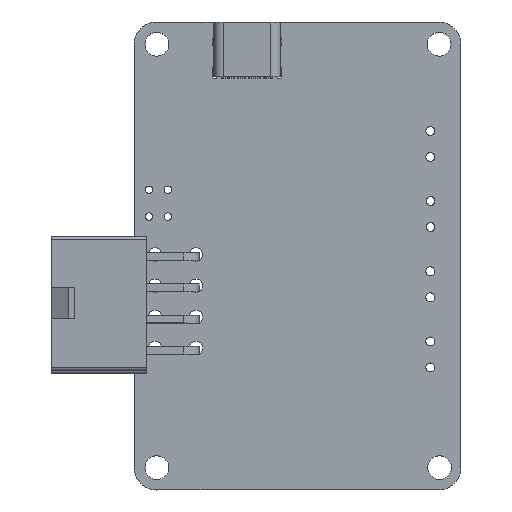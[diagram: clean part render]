
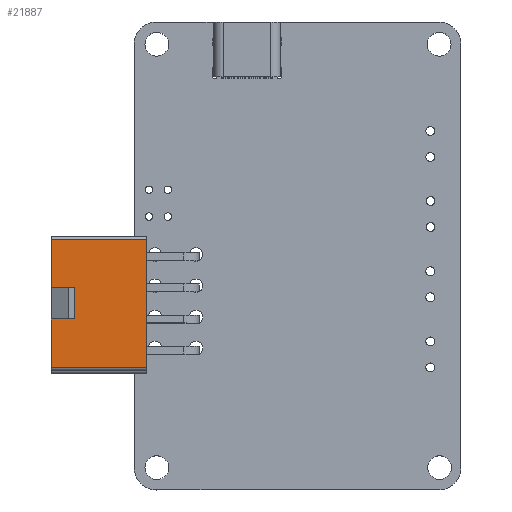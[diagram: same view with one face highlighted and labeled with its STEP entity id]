
A CAD part, top view. The second image highlights one B-rep face of the part: STEP entity #21887.
In plain terms, the highlighted face is planar.
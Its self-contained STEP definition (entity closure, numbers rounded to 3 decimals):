
#9568 = PLANE('',#9569);
#9569 = AXIS2_PLACEMENT_3D('',#9570,#9571,#9572);
#9570 = CARTESIAN_POINT('',(0.,0.,0.));
#9571 = DIRECTION('',(0.,0.,-1.));
#9572 = DIRECTION('',(0.,-1.,0.));
#9770 = PLANE('',#9771);
#9771 = AXIS2_PLACEMENT_3D('',#9772,#9773,#9774);
#9772 = CARTESIAN_POINT('',(0.,0.,-12.8));
#9773 = DIRECTION('',(0.,0.,-1.));
#9774 = DIRECTION('',(0.,-1.,0.));
#10170 = VERTEX_POINT('',#10171);
#10171 = CARTESIAN_POINT('',(-8.6,10.,-12.8));
#10179 = CYLINDRICAL_SURFACE('',#10180,0.4);
#10180 = AXIS2_PLACEMENT_3D('',#10181,#10182,#10183);
#10181 = CARTESIAN_POINT('',(-8.6,9.6,-12.816));
#10182 = DIRECTION('',(0.,0.,-1.));
#10183 = DIRECTION('',(-1.,0.,0.));
#10227 = VERTEX_POINT('',#10228);
#10228 = CARTESIAN_POINT('',(-8.6,10.,0.));
#10254 = EDGE_CURVE('',#10170,#10227,#10255,.T.);
#10255 = SURFACE_CURVE('',#10256,(#10260,#10267),.PCURVE_S1.);
#10256 = LINE('',#10257,#10258);
#10257 = CARTESIAN_POINT('',(-8.6,10.,
    -12.8));
#10258 = VECTOR('',#10259,1.);
#10259 = DIRECTION('',(0.,0.,1.));
#10260 = PCURVE('',#10179,#10261);
#10261 = DEFINITIONAL_REPRESENTATION('',(#10262),#10266);
#10262 = LINE('',#10263,#10264);
#10263 = CARTESIAN_POINT('',(1.571,-0.016));
#10264 = VECTOR('',#10265,1.);
#10265 = DIRECTION('',(0.,-1.));
#10266 = ( GEOMETRIC_REPRESENTATION_CONTEXT(2) 
PARAMETRIC_REPRESENTATION_CONTEXT() REPRESENTATION_CONTEXT('2D SPACE',''
  ) );
#10267 = PCURVE('',#10268,#10273);
#10268 = PLANE('',#10269);
#10269 = AXIS2_PLACEMENT_3D('',#10270,#10271,#10272);
#10270 = CARTESIAN_POINT('',(-9.,10.,0.));
#10271 = DIRECTION('',(0.,1.,0.));
#10272 = DIRECTION('',(1.,0.,0.));
#10273 = DEFINITIONAL_REPRESENTATION('',(#10274),#10278);
#10274 = LINE('',#10275,#10276);
#10275 = CARTESIAN_POINT('',(0.4,12.8));
#10276 = VECTOR('',#10277,1.);
#10277 = DIRECTION('',(0.,-1.));
#10278 = ( GEOMETRIC_REPRESENTATION_CONTEXT(2) 
PARAMETRIC_REPRESENTATION_CONTEXT() REPRESENTATION_CONTEXT('2D SPACE',''
  ) );
#19965 = VERTEX_POINT('',#19966);
#19966 = CARTESIAN_POINT('',(2.1,10.,-3.05));
#19975 = PLANE('',#19976);
#19976 = AXIS2_PLACEMENT_3D('',#19977,#19978,#19979);
#19977 = CARTESIAN_POINT('',(2.1,0.,0.));
#19978 = DIRECTION('',(1.,0.,0.));
#19979 = DIRECTION('',(0.,1.,0.));
#19987 = PLANE('',#19988);
#19988 = AXIS2_PLACEMENT_3D('',#19989,#19990,#19991);
#19989 = CARTESIAN_POINT('',(-2.1,10.,-3.05));
#19990 = DIRECTION('',(0.,-0.087,-0.996));
#19991 = DIRECTION('',(0.,-0.996,0.087));
#20028 = VERTEX_POINT('',#20029);
#20029 = CARTESIAN_POINT('',(2.1,10.,0.));
#20055 = EDGE_CURVE('',#20028,#19965,#20056,.T.);
#20056 = SURFACE_CURVE('',#20057,(#20061,#20068),.PCURVE_S1.);
#20057 = LINE('',#20058,#20059);
#20058 = CARTESIAN_POINT('',(2.1,10.,0.));
#20059 = VECTOR('',#20060,1.);
#20060 = DIRECTION('',(0.,0.,-1.));
#20061 = PCURVE('',#19975,#20062);
#20062 = DEFINITIONAL_REPRESENTATION('',(#20063),#20067);
#20063 = LINE('',#20064,#20065);
#20064 = CARTESIAN_POINT('',(10.,0.));
#20065 = VECTOR('',#20066,1.);
#20066 = DIRECTION('',(0.,-1.));
#20067 = ( GEOMETRIC_REPRESENTATION_CONTEXT(2) 
PARAMETRIC_REPRESENTATION_CONTEXT() REPRESENTATION_CONTEXT('2D SPACE',''
  ) );
#20068 = PCURVE('',#10268,#20069);
#20069 = DEFINITIONAL_REPRESENTATION('',(#20070),#20074);
#20070 = LINE('',#20071,#20072);
#20071 = CARTESIAN_POINT('',(11.1,0.));
#20072 = VECTOR('',#20073,1.);
#20073 = DIRECTION('',(0.,1.));
#20074 = ( GEOMETRIC_REPRESENTATION_CONTEXT(2) 
PARAMETRIC_REPRESENTATION_CONTEXT() REPRESENTATION_CONTEXT('2D SPACE',''
  ) );
#21887 = ADVANCED_FACE('',(#21888),#10268,.T.);
#21888 = FACE_BOUND('',#21889,.T.);
#21889 = EDGE_LOOP('',(#21890,#21913,#21914,#21937,#21965,#21986,#21987,
    #22010));
#21890 = ORIENTED_EDGE('',*,*,#21891,.T.);
#21891 = EDGE_CURVE('',#21892,#19965,#21894,.T.);
#21892 = VERTEX_POINT('',#21893);
#21893 = CARTESIAN_POINT('',(-2.1,10.,-3.05));
#21894 = SURFACE_CURVE('',#21895,(#21899,#21906),.PCURVE_S1.);
#21895 = LINE('',#21896,#21897);
#21896 = CARTESIAN_POINT('',(-2.1,10.,
    -3.05));
#21897 = VECTOR('',#21898,1.);
#21898 = DIRECTION('',(1.,0.,0.));
#21899 = PCURVE('',#10268,#21900);
#21900 = DEFINITIONAL_REPRESENTATION('',(#21901),#21905);
#21901 = LINE('',#21902,#21903);
#21902 = CARTESIAN_POINT('',(6.9,3.05));
#21903 = VECTOR('',#21904,1.);
#21904 = DIRECTION('',(1.,0.));
#21905 = ( GEOMETRIC_REPRESENTATION_CONTEXT(2) 
PARAMETRIC_REPRESENTATION_CONTEXT() REPRESENTATION_CONTEXT('2D SPACE',''
  ) );
#21906 = PCURVE('',#19987,#21907);
#21907 = DEFINITIONAL_REPRESENTATION('',(#21908),#21912);
#21908 = LINE('',#21909,#21910);
#21909 = CARTESIAN_POINT('',(0.,0.));
#21910 = VECTOR('',#21911,1.);
#21911 = DIRECTION('',(0.,-1.));
#21912 = ( GEOMETRIC_REPRESENTATION_CONTEXT(2) 
PARAMETRIC_REPRESENTATION_CONTEXT() REPRESENTATION_CONTEXT('2D SPACE',''
  ) );
#21913 = ORIENTED_EDGE('',*,*,#20055,.F.);
#21914 = ORIENTED_EDGE('',*,*,#21915,.T.);
#21915 = EDGE_CURVE('',#20028,#21916,#21918,.T.);
#21916 = VERTEX_POINT('',#21917);
#21917 = CARTESIAN_POINT('',(8.6,10.,0.));
#21918 = SURFACE_CURVE('',#21919,(#21923,#21930),.PCURVE_S1.);
#21919 = LINE('',#21920,#21921);
#21920 = CARTESIAN_POINT('',(2.1,10.,0.));
#21921 = VECTOR('',#21922,1.);
#21922 = DIRECTION('',(1.,0.,0.));
#21923 = PCURVE('',#10268,#21924);
#21924 = DEFINITIONAL_REPRESENTATION('',(#21925),#21929);
#21925 = LINE('',#21926,#21927);
#21926 = CARTESIAN_POINT('',(11.1,0.));
#21927 = VECTOR('',#21928,1.);
#21928 = DIRECTION('',(1.,0.));
#21929 = ( GEOMETRIC_REPRESENTATION_CONTEXT(2) 
PARAMETRIC_REPRESENTATION_CONTEXT() REPRESENTATION_CONTEXT('2D SPACE',''
  ) );
#21930 = PCURVE('',#9568,#21931);
#21931 = DEFINITIONAL_REPRESENTATION('',(#21932),#21936);
#21932 = LINE('',#21933,#21934);
#21933 = CARTESIAN_POINT('',(-10.,-2.1));
#21934 = VECTOR('',#21935,1.);
#21935 = DIRECTION('',(0.,-1.));
#21936 = ( GEOMETRIC_REPRESENTATION_CONTEXT(2) 
PARAMETRIC_REPRESENTATION_CONTEXT() REPRESENTATION_CONTEXT('2D SPACE',''
  ) );
#21937 = ORIENTED_EDGE('',*,*,#21938,.F.);
#21938 = EDGE_CURVE('',#21939,#21916,#21941,.T.);
#21939 = VERTEX_POINT('',#21940);
#21940 = CARTESIAN_POINT('',(8.6,10.,-12.8));
#21941 = SURFACE_CURVE('',#21942,(#21946,#21953),.PCURVE_S1.);
#21942 = LINE('',#21943,#21944);
#21943 = CARTESIAN_POINT('',(8.6,10.,
    -12.8));
#21944 = VECTOR('',#21945,1.);
#21945 = DIRECTION('',(0.,0.,1.));
#21946 = PCURVE('',#10268,#21947);
#21947 = DEFINITIONAL_REPRESENTATION('',(#21948),#21952);
#21948 = LINE('',#21949,#21950);
#21949 = CARTESIAN_POINT('',(17.6,12.8));
#21950 = VECTOR('',#21951,1.);
#21951 = DIRECTION('',(0.,-1.));
#21952 = ( GEOMETRIC_REPRESENTATION_CONTEXT(2) 
PARAMETRIC_REPRESENTATION_CONTEXT() REPRESENTATION_CONTEXT('2D SPACE',''
  ) );
#21953 = PCURVE('',#21954,#21959);
#21954 = CYLINDRICAL_SURFACE('',#21955,0.4);
#21955 = AXIS2_PLACEMENT_3D('',#21956,#21957,#21958);
#21956 = CARTESIAN_POINT('',(8.6,9.6,-12.816));
#21957 = DIRECTION('',(0.,0.,-1.));
#21958 = DIRECTION('',(0.,1.,0.));
#21959 = DEFINITIONAL_REPRESENTATION('',(#21960),#21964);
#21960 = LINE('',#21961,#21962);
#21961 = CARTESIAN_POINT('',(0.,-0.016));
#21962 = VECTOR('',#21963,1.);
#21963 = DIRECTION('',(0.,-1.));
#21964 = ( GEOMETRIC_REPRESENTATION_CONTEXT(2) 
PARAMETRIC_REPRESENTATION_CONTEXT() REPRESENTATION_CONTEXT('2D SPACE',''
  ) );
#21965 = ORIENTED_EDGE('',*,*,#21966,.F.);
#21966 = EDGE_CURVE('',#10170,#21939,#21967,.T.);
#21967 = SURFACE_CURVE('',#21968,(#21972,#21979),.PCURVE_S1.);
#21968 = LINE('',#21969,#21970);
#21969 = CARTESIAN_POINT('',(-8.6,10.,
    -12.8));
#21970 = VECTOR('',#21971,1.);
#21971 = DIRECTION('',(1.,0.,0.));
#21972 = PCURVE('',#10268,#21973);
#21973 = DEFINITIONAL_REPRESENTATION('',(#21974),#21978);
#21974 = LINE('',#21975,#21976);
#21975 = CARTESIAN_POINT('',(0.4,12.8));
#21976 = VECTOR('',#21977,1.);
#21977 = DIRECTION('',(1.,0.));
#21978 = ( GEOMETRIC_REPRESENTATION_CONTEXT(2) 
PARAMETRIC_REPRESENTATION_CONTEXT() REPRESENTATION_CONTEXT('2D SPACE',''
  ) );
#21979 = PCURVE('',#9770,#21980);
#21980 = DEFINITIONAL_REPRESENTATION('',(#21981),#21985);
#21981 = LINE('',#21982,#21983);
#21982 = CARTESIAN_POINT('',(-10.,8.6));
#21983 = VECTOR('',#21984,1.);
#21984 = DIRECTION('',(0.,-1.));
#21985 = ( GEOMETRIC_REPRESENTATION_CONTEXT(2) 
PARAMETRIC_REPRESENTATION_CONTEXT() REPRESENTATION_CONTEXT('2D SPACE',''
  ) );
#21986 = ORIENTED_EDGE('',*,*,#10254,.T.);
#21987 = ORIENTED_EDGE('',*,*,#21988,.T.);
#21988 = EDGE_CURVE('',#10227,#21989,#21991,.T.);
#21989 = VERTEX_POINT('',#21990);
#21990 = CARTESIAN_POINT('',(-2.1,10.,0.));
#21991 = SURFACE_CURVE('',#21992,(#21996,#22003),.PCURVE_S1.);
#21992 = LINE('',#21993,#21994);
#21993 = CARTESIAN_POINT('',(-8.6,10.,0.));
#21994 = VECTOR('',#21995,1.);
#21995 = DIRECTION('',(1.,0.,0.));
#21996 = PCURVE('',#10268,#21997);
#21997 = DEFINITIONAL_REPRESENTATION('',(#21998),#22002);
#21998 = LINE('',#21999,#22000);
#21999 = CARTESIAN_POINT('',(0.4,0.));
#22000 = VECTOR('',#22001,1.);
#22001 = DIRECTION('',(1.,0.));
#22002 = ( GEOMETRIC_REPRESENTATION_CONTEXT(2) 
PARAMETRIC_REPRESENTATION_CONTEXT() REPRESENTATION_CONTEXT('2D SPACE',''
  ) );
#22003 = PCURVE('',#9568,#22004);
#22004 = DEFINITIONAL_REPRESENTATION('',(#22005),#22009);
#22005 = LINE('',#22006,#22007);
#22006 = CARTESIAN_POINT('',(-10.,8.6));
#22007 = VECTOR('',#22008,1.);
#22008 = DIRECTION('',(0.,-1.));
#22009 = ( GEOMETRIC_REPRESENTATION_CONTEXT(2) 
PARAMETRIC_REPRESENTATION_CONTEXT() REPRESENTATION_CONTEXT('2D SPACE',''
  ) );
#22010 = ORIENTED_EDGE('',*,*,#22011,.T.);
#22011 = EDGE_CURVE('',#21989,#21892,#22012,.T.);
#22012 = SURFACE_CURVE('',#22013,(#22017,#22024),.PCURVE_S1.);
#22013 = LINE('',#22014,#22015);
#22014 = CARTESIAN_POINT('',(-2.1,10.,0.));
#22015 = VECTOR('',#22016,1.);
#22016 = DIRECTION('',(0.,0.,-1.));
#22017 = PCURVE('',#10268,#22018);
#22018 = DEFINITIONAL_REPRESENTATION('',(#22019),#22023);
#22019 = LINE('',#22020,#22021);
#22020 = CARTESIAN_POINT('',(6.9,0.));
#22021 = VECTOR('',#22022,1.);
#22022 = DIRECTION('',(0.,1.));
#22023 = ( GEOMETRIC_REPRESENTATION_CONTEXT(2) 
PARAMETRIC_REPRESENTATION_CONTEXT() REPRESENTATION_CONTEXT('2D SPACE',''
  ) );
#22024 = PCURVE('',#22025,#22030);
#22025 = PLANE('',#22026);
#22026 = AXIS2_PLACEMENT_3D('',#22027,#22028,#22029);
#22027 = CARTESIAN_POINT('',(-2.1,0.,0.));
#22028 = DIRECTION('',(1.,0.,0.));
#22029 = DIRECTION('',(0.,1.,0.));
#22030 = DEFINITIONAL_REPRESENTATION('',(#22031),#22035);
#22031 = LINE('',#22032,#22033);
#22032 = CARTESIAN_POINT('',(10.,0.));
#22033 = VECTOR('',#22034,1.);
#22034 = DIRECTION('',(0.,-1.));
#22035 = ( GEOMETRIC_REPRESENTATION_CONTEXT(2) 
PARAMETRIC_REPRESENTATION_CONTEXT() REPRESENTATION_CONTEXT('2D SPACE',''
  ) );
